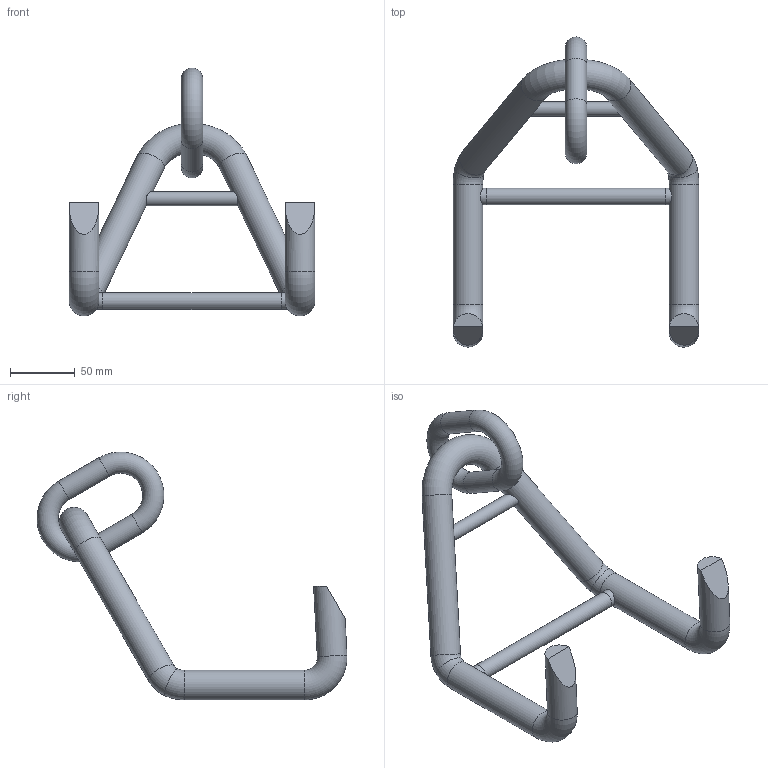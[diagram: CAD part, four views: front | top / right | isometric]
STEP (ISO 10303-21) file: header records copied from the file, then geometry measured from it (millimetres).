
FILE_DESCRIPTION(/* description */ (''),/* implementation_level */ '2;1');
FILE_NAME(/* name */ 'pewag_GHW_5-6',/* time_stamp */ '2010-05-25T12:27:21+02:00',/* author */ (''),/* organization */ (''),/* preprocessor_version */ 'ST-DEVELOPER v9',/* originating_system */ 'UGS - NX 4.0',/* authorisation */ '');
FILE_SCHEMA (('AUTOMOTIVE_DESIGN { 1 0 10303 214 1 1 1 1 }'));
Length unit declared in the file: millimetre
Products named in the file (1): rit308Bykxa
Bounding box: 189.97 x 239.71 x 191.72 mm (x, y, z)
Volume: 374640.1 mm3; surface area: 74138.5 mm2
Topology: 5 solids, 5 shells, 35 faces, 61 edges, 34 vertices
Faces by surface type: cylinder 14, torus 9, plane 8, cone 4
Full cylindrical faces by diameter (mm): 11 x1, 13 x3, 16.5 x2, 23 x6
Entity records: 798 total; most frequent: CARTESIAN_POINT 174, DIRECTION 130, ORIENTED_EDGE 68, AXIS2_PLACEMENT_3D 64, EDGE_LOOP 62, FACE_BOUND 48, ADVANCED_FACE 35, EDGE_CURVE 34
